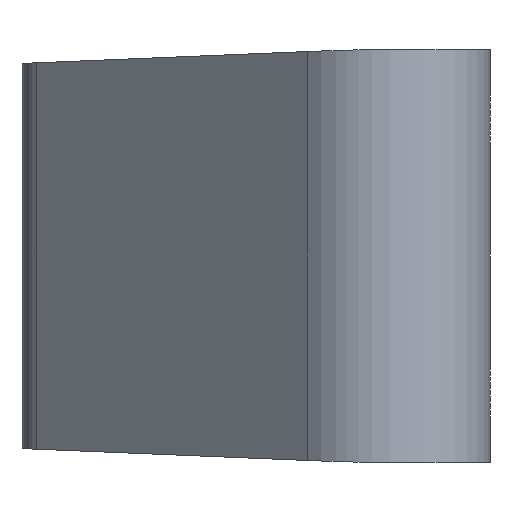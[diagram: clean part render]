
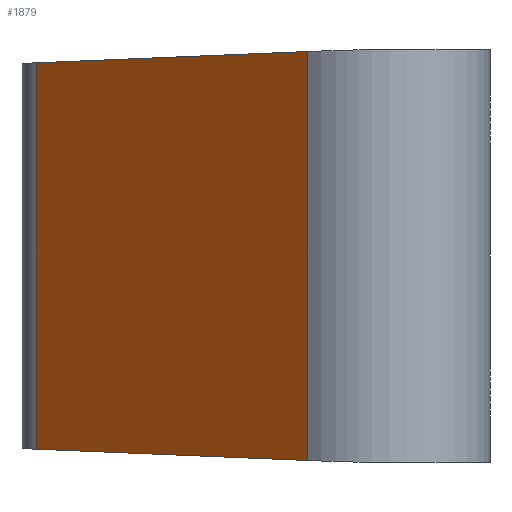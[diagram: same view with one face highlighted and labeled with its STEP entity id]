
A CAD part, left-side view. The second image highlights one B-rep face of the part: STEP entity #1879.
In plain terms, the highlighted planar face has unit normal (-0.716, 0.698, 0).
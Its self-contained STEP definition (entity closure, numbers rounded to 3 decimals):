
#709=CARTESIAN_POINT('',(-1.017,-0.018,
0.743));
#718=CARTESIAN_POINT('',(-1.017,-0.018,
-0.743));
#727=DIRECTION('',(0.,0.,1.));
#728=VECTOR('',#727,1.486);
#729=CARTESIAN_POINT('',(-1.017,-0.018,
-0.743));
#730=LINE('',#729,#728);
#734=DIRECTION('',(0.,0.,1.));
#735=VECTOR('',#734,1.404);
#736=CARTESIAN_POINT('',(-0.059,0.966,
-0.702));
#737=LINE('',#736,#735);
#741=DIRECTION('',(-0.697,-0.716,0.03));
#742=VECTOR('',#741,1.374);
#743=CARTESIAN_POINT('',(-0.059,0.966,
0.702));
#744=LINE('',#743,#742);
#748=DIRECTION('',(-0.697,-0.716,-0.03));
#749=VECTOR('',#748,1.374);
#750=CARTESIAN_POINT('',(-0.059,0.966,
-0.702));
#751=LINE('',#750,#749);
#759=CARTESIAN_POINT('',(-0.059,0.966,
0.702));
#768=CARTESIAN_POINT('',(-0.059,0.966,
-0.702));
#839=VERTEX_POINT('',#759);
#840=VERTEX_POINT('',#768);
#841=VERTEX_POINT('',#709);
#843=VERTEX_POINT('',#718);
#1867=CARTESIAN_POINT('',(-0.059,0.966,-0.75));
#1868=DIRECTION('',(-0.716,0.698,0.));
#1869=DIRECTION('',(-0.698,-0.716,0.));
#1870=AXIS2_PLACEMENT_3D('',#1867,#1868,#1869);
#1871=PLANE('',#1870);
#1873=ORIENTED_EDGE('',*,*,#1872,.T.);
#1874=ORIENTED_EDGE('',*,*,#1410,.T.);
#1875=ORIENTED_EDGE('',*,*,#1850,.F.);
#1876=ORIENTED_EDGE('',*,*,#1288,.F.);
#1877=EDGE_LOOP('',(#1873,#1874,#1875,#1876));
#1878=FACE_OUTER_BOUND('',#1877,.F.);
#1288=EDGE_CURVE('',#840,#843,#751,.T.);
#1410=EDGE_CURVE('',#839,#841,#744,.T.);
#1850=EDGE_CURVE('',#843,#841,#730,.T.);
#1872=EDGE_CURVE('',#840,#839,#737,.T.);
#1879=ADVANCED_FACE('',(#1878),#1871,.T.);
